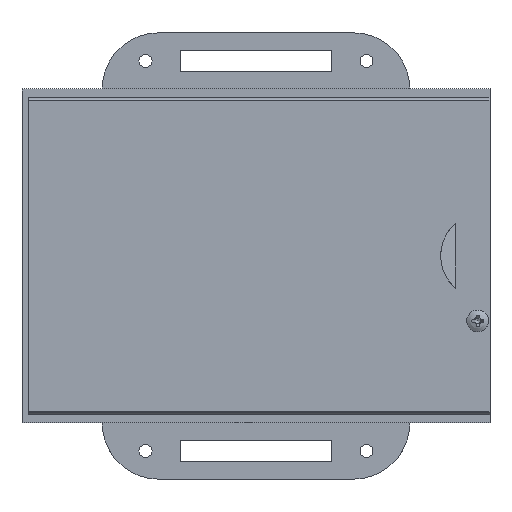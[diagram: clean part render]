
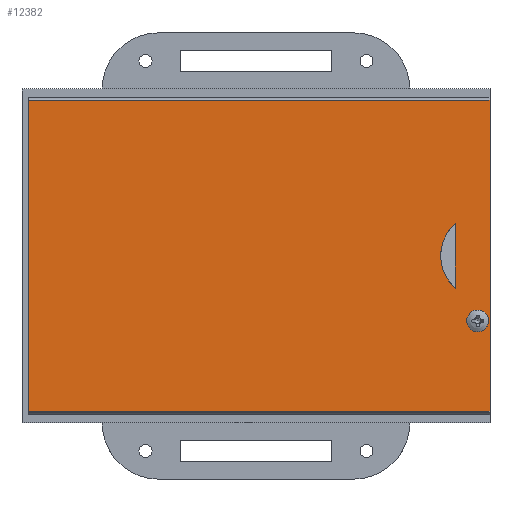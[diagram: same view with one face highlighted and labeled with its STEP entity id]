
A CAD part, top view. The second image highlights one B-rep face of the part: STEP entity #12382.
In plain terms, the highlighted planar face has unit normal (0, 0, 1).
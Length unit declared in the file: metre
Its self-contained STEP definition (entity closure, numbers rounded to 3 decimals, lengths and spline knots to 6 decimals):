
#1477=CIRCLE('',#13456,0.00125);
#1478=CIRCLE('',#13457,0.01);
#1479=CIRCLE('',#13458,0.01);
#4236=ORIENTED_EDGE('',*,*,#5911,.F.);
#4237=ORIENTED_EDGE('',*,*,#5912,.F.);
#4238=ORIENTED_EDGE('',*,*,#5913,.F.);
#4239=ORIENTED_EDGE('',*,*,#5914,.F.);
#4240=ORIENTED_EDGE('',*,*,#5915,.T.);
#4241=ORIENTED_EDGE('',*,*,#5916,.T.);
#4242=ORIENTED_EDGE('',*,*,#5917,.F.);
#4243=ORIENTED_EDGE('',*,*,#5918,.T.);
#5911=EDGE_CURVE('',#7030,#7030,#1477,.T.);
#5912=EDGE_CURVE('',#7031,#7032,#1478,.T.);
#5913=EDGE_CURVE('',#7033,#7031,#8068,.T.);
#5914=EDGE_CURVE('',#7032,#7033,#1479,.T.);
#5915=EDGE_CURVE('',#7034,#7035,#8069,.T.);
#5916=EDGE_CURVE('',#7035,#7036,#8070,.T.);
#5917=EDGE_CURVE('',#7037,#7036,#8071,.T.);
#5918=EDGE_CURVE('',#7037,#7034,#8072,.F.);
#7030=VERTEX_POINT('',#19757);
#7031=VERTEX_POINT('',#19759);
#7032=VERTEX_POINT('',#19760);
#7033=VERTEX_POINT('',#19762);
#7034=VERTEX_POINT('',#19765);
#7035=VERTEX_POINT('',#19766);
#7036=VERTEX_POINT('',#19768);
#7037=VERTEX_POINT('',#19770);
#8068=LINE('',#19761,#9119);
#8069=LINE('',#19764,#9120);
#8070=LINE('',#19767,#9121);
#8071=LINE('',#19769,#9122);
#8072=LINE('',#19771,#9123);
#9119=VECTOR('',#16359,1.);
#9120=VECTOR('',#16362,1.);
#9121=VECTOR('',#16363,1.);
#9122=VECTOR('',#16364,1.);
#9123=VECTOR('',#16365,1.);
#10222=EDGE_LOOP('',(#4236));
#10223=EDGE_LOOP('',(#4237,#4238,#4239));
#10224=EDGE_LOOP('',(#4240,#4241,#4242,#4243));
#11281=FACE_BOUND('',#10222,.T.);
#11282=FACE_BOUND('',#10223,.T.);
#11283=FACE_BOUND('',#10224,.T.);
#11765=PLANE('',#13455);
#12382=ADVANCED_FACE('',(#11281,#11282,#11283),#11765,.T.);
#13455=AXIS2_PLACEMENT_3D('',#19755,#16353,#16354);
#13456=AXIS2_PLACEMENT_3D('',#19756,#16355,#16356);
#13457=AXIS2_PLACEMENT_3D('',#19758,#16357,#16358);
#13458=AXIS2_PLACEMENT_3D('',#19763,#16360,#16361);
#16353=DIRECTION('',(0.,0.,1.));
#16354=DIRECTION('',(1.,0.,0.));
#16355=DIRECTION('',(0.,0.,1.));
#16356=DIRECTION('',(1.,0.,0.));
#16357=DIRECTION('',(0.,0.,1.));
#16358=DIRECTION('',(1.,0.,0.));
#16359=DIRECTION('',(1.,0.,0.));
#16360=DIRECTION('',(0.,0.,1.));
#16361=DIRECTION('',(1.,0.,0.));
#16362=DIRECTION('',(1.,0.,0.));
#16363=DIRECTION('',(0.,1.,0.));
#16364=DIRECTION('',(1.,0.,0.));
#16365=DIRECTION('',(0.,1.,0.));
#19755=CARTESIAN_POINT('',(0.018048,-0.05325,0.002));
#19756=CARTESIAN_POINT('',(-0.015,-0.0504,0.002));
#19757=CARTESIAN_POINT('',(-0.01375,-0.0504,0.002));
#19758=CARTESIAN_POINT('',(0.,-0.051864,0.002));
#19759=CARTESIAN_POINT('',(0.0075,-0.04525,0.002));
#19760=CARTESIAN_POINT('',(0.,-0.041864,0.002));
#19761=CARTESIAN_POINT('',(-0.00375,-0.04525,0.002));
#19762=CARTESIAN_POINT('',(-0.0075,-0.04525,0.002));
#19763=CARTESIAN_POINT('',(0.,-0.051864,0.002));
#19764=CARTESIAN_POINT('',(0.018048,-0.05325,0.002));
#19765=CARTESIAN_POINT('',(-0.035922,-0.05325,0.002));
#19766=CARTESIAN_POINT('',(0.035922,-0.05325,0.002));
#19767=CARTESIAN_POINT('',(0.035922,-0.05325,0.002));
#19768=CARTESIAN_POINT('',(0.035922,0.05325,0.002));
#19769=CARTESIAN_POINT('',(0.018048,0.05325,0.002));
#19770=CARTESIAN_POINT('',(-0.035922,0.05325,0.002));
#19771=CARTESIAN_POINT('',(-0.035922,-0.05325,0.002));
